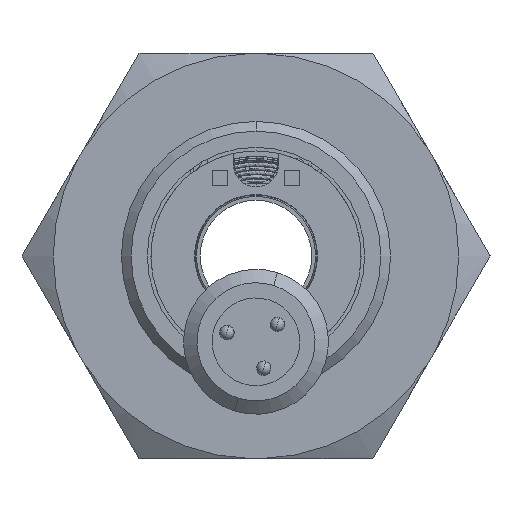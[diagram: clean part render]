
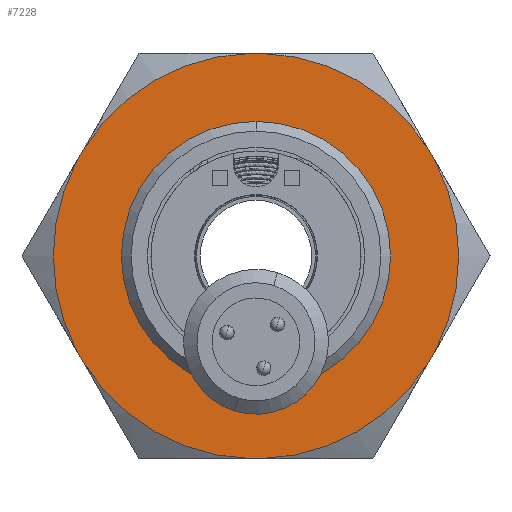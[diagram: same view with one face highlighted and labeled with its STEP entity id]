
A CAD part, front view. The second image highlights one B-rep face of the part: STEP entity #7228.
In plain terms, the highlighted planar face has unit normal (0, -1, 0).
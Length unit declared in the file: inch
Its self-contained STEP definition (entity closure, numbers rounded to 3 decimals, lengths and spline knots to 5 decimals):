
#15 = VERTEX_POINT ( 'NONE', #22777 ) ;
#198 = AXIS2_PLACEMENT_3D ( 'NONE', #25817, #9502, #28555 ) ;
#528 = EDGE_CURVE ( 'NONE', #7581, #17614, #19275, .T. ) ;
#734 = VERTEX_POINT ( 'NONE', #27491 ) ;
#957 = ORIENTED_EDGE ( 'NONE', *, *, #8340, .T. ) ;
#1638 = ORIENTED_EDGE ( 'NONE', *, *, #528, .F. ) ;
#1878 = VERTEX_POINT ( 'NONE', #28178 ) ;
#2145 = VECTOR ( 'NONE', #6963, 39.37008 ) ;
#2464 = VECTOR ( 'NONE', #17132, 39.37008 ) ;
#2569 = AXIS2_PLACEMENT_3D ( 'NONE', #33063, #8677, #27728 ) ;
#2662 = DIRECTION ( 'NONE',  ( -0.5, 0., 0.866 ) ) ;
#2708 = CARTESIAN_POINT ( 'NONE',  ( 0., -0.1575, 0. ) ) ;
#3164 = CARTESIAN_POINT ( 'NONE',  ( 0.30686, -0.1575, 0.5315 ) ) ;
#3422 = LINE ( 'NONE', #9685, #31536 ) ;
#3589 = CARTESIAN_POINT ( 'NONE',  ( 0., -0.1575, -0.31495 ) ) ;
#4187 = ORIENTED_EDGE ( 'NONE', *, *, #19430, .F. ) ;
#4728 = VECTOR ( 'NONE', #5632, 39.37008 ) ;
#4762 = CARTESIAN_POINT ( 'NONE',  ( 0., -0.1575, 0. ) ) ;
#4771 = DIRECTION ( 'NONE',  ( 0., 1., 0. ) ) ;
#5429 = ORIENTED_EDGE ( 'NONE', *, *, #15561, .F. ) ;
#5459 = DIRECTION ( 'NONE',  ( 0., 0., 1. ) ) ;
#5597 = ORIENTED_EDGE ( 'NONE', *, *, #15955, .F. ) ;
#5624 = ORIENTED_EDGE ( 'NONE', *, *, #12986, .F. ) ;
#5632 = DIRECTION ( 'NONE',  ( 0.5, 0., -0.866 ) ) ;
#5949 = PLANE ( 'NONE',  #2569 ) ;
#6494 = ORIENTED_EDGE ( 'NONE', *, *, #21082, .F. ) ;
#6581 = ORIENTED_EDGE ( 'NONE', *, *, #20290, .F. ) ;
#6591 = DIRECTION ( 'NONE',  ( 0., 1., 0. ) ) ;
#6731 = ORIENTED_EDGE ( 'NONE', *, *, #31919, .T. ) ;
#6786 = CARTESIAN_POINT ( 'NONE',  ( -0.30686, -0.1575, 0.5315 ) ) ;
#6963 = DIRECTION ( 'NONE',  ( -1., 0., 0. ) ) ;
#7228 = ADVANCED_FACE ( 'NONE', ( #14103, #26843 ), #5949, .F. ) ;
#7519 = DIRECTION ( 'NONE',  ( 0., 0., 1. ) ) ;
#7581 = VERTEX_POINT ( 'NONE', #21193 ) ;
#8156 = VERTEX_POINT ( 'NONE', #31671 ) ;
#8340 = EDGE_CURVE ( 'NONE', #12377, #734, #29208, .T. ) ;
#8562 = CARTESIAN_POINT ( 'NONE',  ( 0., -0.1575, 0. ) ) ;
#8677 = DIRECTION ( 'NONE',  ( 0., 1., 0. ) ) ;
#9403 = AXIS2_PLACEMENT_3D ( 'NONE', #13234, #32239, #15988 ) ;
#9502 = DIRECTION ( 'NONE',  ( 0., 1., 0. ) ) ;
#9685 = CARTESIAN_POINT ( 'NONE',  ( -0.61372, -0.1575, 0. ) ) ;
#9703 = CARTESIAN_POINT ( 'NONE',  ( 0.30686, -0.1575, -0.5315 ) ) ;
#10137 = CIRCLE ( 'NONE', #26811, 0.53172 ) ;
#10751 = CARTESIAN_POINT ( 'NONE',  ( -0.30686, -0.1575, -0.5315 ) ) ;
#10980 = VERTEX_POINT ( 'NONE', #21152 ) ;
#11294 = DIRECTION ( 'NONE',  ( 0., 0., 1. ) ) ;
#11397 = CARTESIAN_POINT ( 'NONE',  ( -0.468, -0.1575, 0.2524 ) ) ;
#11531 = CARTESIAN_POINT ( 'NONE',  ( 0.01541, -0.1575, 0.5315 ) ) ;
#12111 = VECTOR ( 'NONE', #31295, 39.37008 ) ;
#12143 = ORIENTED_EDGE ( 'NONE', *, *, #23766, .F. ) ;
#12377 = VERTEX_POINT ( 'NONE', #3589 ) ;
#12986 = EDGE_CURVE ( 'NONE', #18383, #15, #32318, .T. ) ;
#13234 = CARTESIAN_POINT ( 'NONE',  ( 0., -0.1575, 0. ) ) ;
#14076 = DIRECTION ( 'NONE',  ( 0., 1., 0. ) ) ;
#14103 = FACE_BOUND ( 'NONE', #26206, .T. ) ;
#15108 = CIRCLE ( 'NONE', #18916, 0.53172 ) ;
#15561 = EDGE_CURVE ( 'NONE', #15, #18312, #31133, .T. ) ;
#15955 = EDGE_CURVE ( 'NONE', #23288, #10980, #3422, .T. ) ;
#15988 = DIRECTION ( 'NONE',  ( 0., 0., 1. ) ) ;
#16108 = LINE ( 'NONE', #10751, #31415 ) ;
#16153 = AXIS2_PLACEMENT_3D ( 'NONE', #8562, #27604, #11294 ) ;
#17106 = EDGE_LOOP ( 'NONE', ( #12143, #23579, #6494, #5597, #6581, #31621, #32688, #5429, #5624, #29127, #4187, #1638 ) ) ;
#17132 = DIRECTION ( 'NONE',  ( -0.5, 0., -0.866 ) ) ;
#17577 = EDGE_CURVE ( 'NONE', #18312, #1878, #10137, .T. ) ;
#17614 = VERTEX_POINT ( 'NONE', #33831 ) ;
#17669 = CARTESIAN_POINT ( 'NONE',  ( 0.45259, -0.1575, -0.2791 ) ) ;
#18312 = VERTEX_POINT ( 'NONE', #19939 ) ;
#18383 = VERTEX_POINT ( 'NONE', #17669 ) ;
#18916 = AXIS2_PLACEMENT_3D ( 'NONE', #21153, #4771, #23869 ) ;
#19275 = LINE ( 'NONE', #3164, #4728 ) ;
#19367 = LINE ( 'NONE', #6786, #12111 ) ;
#19430 = EDGE_CURVE ( 'NONE', #17614, #34248, #28444, .T. ) ;
#19447 = CARTESIAN_POINT ( 'NONE',  ( 0.468, -0.1575, -0.2524 ) ) ;
#19939 = CARTESIAN_POINT ( 'NONE',  ( -0.01541, -0.1575, -0.5315 ) ) ;
#20290 = EDGE_CURVE ( 'NONE', #8156, #23288, #21201, .T. ) ;
#21082 = EDGE_CURVE ( 'NONE', #10980, #24223, #34681, .T. ) ;
#21152 = CARTESIAN_POINT ( 'NONE',  ( -0.45259, -0.1575, 0.2791 ) ) ;
#21153 = CARTESIAN_POINT ( 'NONE',  ( 0., -0.1575, 0. ) ) ;
#21193 = CARTESIAN_POINT ( 'NONE',  ( 0.45259, -0.1575, 0.2791 ) ) ;
#21201 = CIRCLE ( 'NONE', #198, 0.53172 ) ;
#21437 = AXIS2_PLACEMENT_3D ( 'NONE', #4762, #23860, #7519 ) ;
#21818 = DIRECTION ( 'NONE',  ( 0., 1., 0. ) ) ;
#22720 = CARTESIAN_POINT ( 'NONE',  ( 0.61372, -0.1575, 0. ) ) ;
#22777 = CARTESIAN_POINT ( 'NONE',  ( 0.01541, -0.1575, -0.5315 ) ) ;
#22937 = CARTESIAN_POINT ( 'NONE',  ( 0., -0.1575, 0. ) ) ;
#23288 = VERTEX_POINT ( 'NONE', #11397 ) ;
#23579 = ORIENTED_EDGE ( 'NONE', *, *, #35116, .F. ) ;
#23766 = EDGE_CURVE ( 'NONE', #24655, #7581, #15108, .T. ) ;
#23860 = DIRECTION ( 'NONE',  ( 0., 1., 0. ) ) ;
#23869 = DIRECTION ( 'NONE',  ( 0., 0., 1. ) ) ;
#24223 = VERTEX_POINT ( 'NONE', #28600 ) ;
#24655 = VERTEX_POINT ( 'NONE', #11531 ) ;
#25647 = DIRECTION ( 'NONE',  ( 0., 0., 1. ) ) ;
#25817 = CARTESIAN_POINT ( 'NONE',  ( 0., -0.1575, 0. ) ) ;
#25996 = DIRECTION ( 'NONE',  ( 0.5, 0., 0.866 ) ) ;
#26206 = EDGE_LOOP ( 'NONE', ( #6731, #957 ) ) ;
#26772 = AXIS2_PLACEMENT_3D ( 'NONE', #30352, #14076, #33078 ) ;
#26811 = AXIS2_PLACEMENT_3D ( 'NONE', #22937, #6591, #25647 ) ;
#26843 = FACE_OUTER_BOUND ( 'NONE', #17106, .T. ) ;
#27491 = CARTESIAN_POINT ( 'NONE',  ( 0., -0.1575, 0.31495 ) ) ;
#27604 = DIRECTION ( 'NONE',  ( 0., 1., 0. ) ) ;
#27728 = DIRECTION ( 'NONE',  ( 0., 0., 1. ) ) ;
#28178 = CARTESIAN_POINT ( 'NONE',  ( -0.45259, -0.1575, -0.2791 ) ) ;
#28189 = AXIS2_PLACEMENT_3D ( 'NONE', #2708, #21818, #5459 ) ;
#28444 = CIRCLE ( 'NONE', #16153, 0.53172 ) ;
#28555 = DIRECTION ( 'NONE',  ( 0., 0., 1. ) ) ;
#28600 = CARTESIAN_POINT ( 'NONE',  ( -0.01541, -0.1575, 0.5315 ) ) ;
#28910 = EDGE_CURVE ( 'NONE', #34248, #18383, #32279, .T. ) ;
#29127 = ORIENTED_EDGE ( 'NONE', *, *, #28910, .F. ) ;
#29208 = CIRCLE ( 'NONE', #26772, 0.31495 ) ;
#29837 = EDGE_CURVE ( 'NONE', #1878, #8156, #16108, .T. ) ;
#30352 = CARTESIAN_POINT ( 'NONE',  ( 0., -0.1575, 0. ) ) ;
#31133 = LINE ( 'NONE', #9703, #2145 ) ;
#31295 = DIRECTION ( 'NONE',  ( 1., 0., 0. ) ) ;
#31415 = VECTOR ( 'NONE', #2662, 39.37008 ) ;
#31536 = VECTOR ( 'NONE', #25996, 39.37008 ) ;
#31621 = ORIENTED_EDGE ( 'NONE', *, *, #29837, .F. ) ;
#31671 = CARTESIAN_POINT ( 'NONE',  ( -0.468, -0.1575, -0.2524 ) ) ;
#31919 = EDGE_CURVE ( 'NONE', #734, #12377, #32577, .T. ) ;
#32239 = DIRECTION ( 'NONE',  ( 0., 1., 0. ) ) ;
#32279 = LINE ( 'NONE', #22720, #2464 ) ;
#32318 = CIRCLE ( 'NONE', #9403, 0.53172 ) ;
#32577 = CIRCLE ( 'NONE', #28189, 0.31495 ) ;
#32688 = ORIENTED_EDGE ( 'NONE', *, *, #17577, .F. ) ;
#33063 = CARTESIAN_POINT ( 'NONE',  ( -0.61372, -0.1575, 0. ) ) ;
#33078 = DIRECTION ( 'NONE',  ( 0., 0., 1. ) ) ;
#33831 = CARTESIAN_POINT ( 'NONE',  ( 0.468, -0.1575, 0.2524 ) ) ;
#34248 = VERTEX_POINT ( 'NONE', #19447 ) ;
#34681 = CIRCLE ( 'NONE', #21437, 0.53172 ) ;
#35116 = EDGE_CURVE ( 'NONE', #24223, #24655, #19367, .T. ) ;
